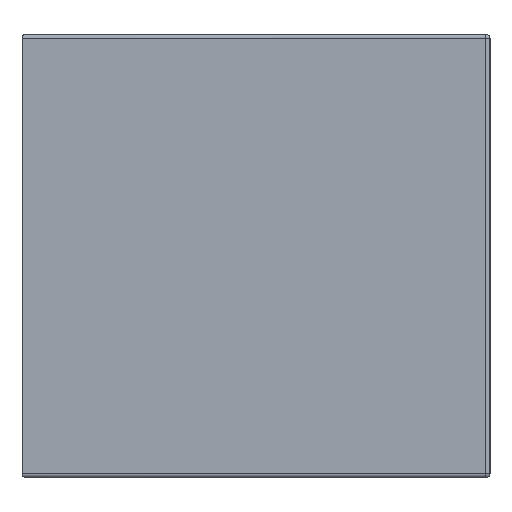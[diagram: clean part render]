
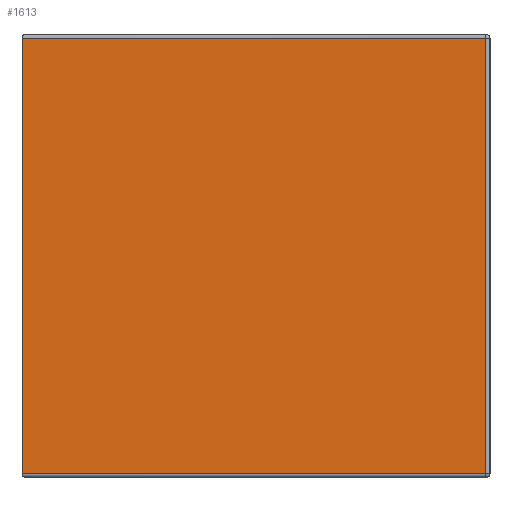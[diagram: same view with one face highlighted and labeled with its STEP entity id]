
A CAD part, left-side view. The second image highlights one B-rep face of the part: STEP entity #1613.
In plain terms, the highlighted planar face has unit normal (-1, 0, 0).
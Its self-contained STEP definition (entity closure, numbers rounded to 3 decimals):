
#184 = CARTESIAN_POINT ( 'NONE',  ( -40., -29., 0.5 ) ) ;
#187 = CARTESIAN_POINT ( 'NONE',  ( -40., 29., 54.5 ) ) ;
#243 = CARTESIAN_POINT ( 'NONE',  ( -40., -29., 54.5 ) ) ;
#357 = VERTEX_POINT ( 'NONE', #2414 ) ;
#385 = DIRECTION ( 'NONE',  ( 0., 0., -1. ) ) ;
#387 = VERTEX_POINT ( 'NONE', #187 ) ;
#394 = DIRECTION ( 'NONE',  ( 0., -1., 0. ) ) ;
#445 = DIRECTION ( 'NONE',  ( 0., 1., 0. ) ) ;
#617 = LINE ( 'NONE', #1507, #863 ) ;
#755 = DIRECTION ( 'NONE',  ( 1., 0., 0. ) ) ;
#776 = ORIENTED_EDGE ( 'NONE', *, *, #1392, .T. ) ;
#786 = VERTEX_POINT ( 'NONE', #1403 ) ;
#863 = VECTOR ( 'NONE', #2194, 1000. ) ;
#943 = LINE ( 'NONE', #243, #2075 ) ;
#1022 = ORIENTED_EDGE ( 'NONE', *, *, #1506, .T. ) ;
#1046 = VECTOR ( 'NONE', #394, 1000. ) ;
#1056 = EDGE_CURVE ( 'NONE', #387, #786, #2415, .T. ) ;
#1304 = EDGE_LOOP ( 'NONE', ( #1410, #1022, #1533, #776 ) ) ;
#1392 = EDGE_CURVE ( 'NONE', #786, #357, #2879, .T. ) ;
#1403 = CARTESIAN_POINT ( 'NONE',  ( -40., 29., 0.5 ) ) ;
#1410 = ORIENTED_EDGE ( 'NONE', *, *, #1458, .T. ) ;
#1458 = EDGE_CURVE ( 'NONE', #357, #1516, #617, .T. ) ;
#1506 = EDGE_CURVE ( 'NONE', #1516, #387, #943, .T. ) ;
#1507 = CARTESIAN_POINT ( 'NONE',  ( -40., -28.5, 55. ) ) ;
#1516 = VERTEX_POINT ( 'NONE', #2485 ) ;
#1533 = ORIENTED_EDGE ( 'NONE', *, *, #1056, .T. ) ;
#1613 = ADVANCED_FACE ( 'NONE', ( #2551 ), #1880, .F. ) ;
#1660 = DIRECTION ( 'NONE',  ( 0., 0., -1. ) ) ;
#1841 = AXIS2_PLACEMENT_3D ( 'NONE', #2783, #755, #1660 ) ;
#1880 = PLANE ( 'NONE',  #1841 ) ;
#2075 = VECTOR ( 'NONE', #445, 1000. ) ;
#2194 = DIRECTION ( 'NONE',  ( 0., 0., 1. ) ) ;
#2414 = CARTESIAN_POINT ( 'NONE',  ( -40., -28.5, 0.5 ) ) ;
#2415 = LINE ( 'NONE', #2431, #2711 ) ;
#2431 = CARTESIAN_POINT ( 'NONE',  ( -40., 29., 55. ) ) ;
#2485 = CARTESIAN_POINT ( 'NONE',  ( -40., -28.5, 54.5 ) ) ;
#2551 = FACE_OUTER_BOUND ( 'NONE', #1304, .T. ) ;
#2711 = VECTOR ( 'NONE', #385, 1000. ) ;
#2783 = CARTESIAN_POINT ( 'NONE',  ( -40., -29., 55. ) ) ;
#2879 = LINE ( 'NONE', #184, #1046 ) ;
